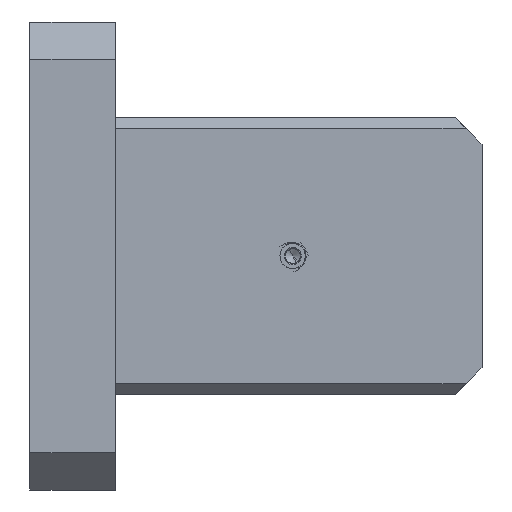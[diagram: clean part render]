
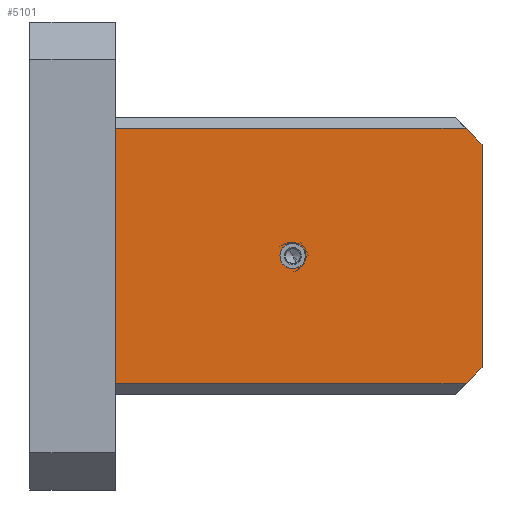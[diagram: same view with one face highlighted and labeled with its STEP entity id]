
A CAD part, front view. The second image highlights one B-rep face of the part: STEP entity #5101.
In plain terms, the highlighted planar face has unit normal (0, -1, 0).
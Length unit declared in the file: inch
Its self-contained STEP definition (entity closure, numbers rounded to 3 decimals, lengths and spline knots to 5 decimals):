
#35 = VECTOR ( 'NONE', #4190, 39.37008 ) ;
#417 = LINE ( 'NONE', #4522, #3340 ) ;
#495 = EDGE_LOOP ( 'NONE', ( #9692, #8205, #2084, #9454, #2765, #5203 ) ) ;
#906 = DIRECTION ( 'NONE',  ( 1., 0., 0. ) ) ;
#1070 = VERTEX_POINT ( 'NONE', #4841 ) ;
#1087 = EDGE_CURVE ( 'NONE', #4513, #2965, #3926, .T. ) ;
#1125 = EDGE_CURVE ( 'NONE', #4545, #2965, #4910, .T. ) ;
#1171 = CARTESIAN_POINT ( 'NONE',  ( 0.37026, 0.26718, 0.6943 ) ) ;
#1282 = CARTESIAN_POINT ( 'NONE',  ( 0.03626, 0.26718, 0.43085 ) ) ;
#1355 = CARTESIAN_POINT ( 'NONE',  ( 0.03626, 0.26718, 0.43085 ) ) ;
#1396 = EDGE_CURVE ( 'NONE', #7239, #8203, #7262, .T. ) ;
#1527 = VERTEX_POINT ( 'NONE', #5560 ) ;
#1614 = DIRECTION ( 'NONE',  ( -0.707, 0., 0.707 ) ) ;
#1637 = DIRECTION ( 'NONE',  ( 1., 0., 0. ) ) ;
#1809 = EDGE_CURVE ( 'NONE', #4545, #1070, #417, .T. ) ;
#2084 = ORIENTED_EDGE ( 'NONE', *, *, #1125, .F. ) ;
#2367 = VECTOR ( 'NONE', #9685, 39.37008 ) ;
#2662 = DIRECTION ( 'NONE',  ( 0., 0., -1. ) ) ;
#2765 = ORIENTED_EDGE ( 'NONE', *, *, #6297, .F. ) ;
#2965 = VERTEX_POINT ( 'NONE', #3801 ) ;
#3302 = AXIS2_PLACEMENT_3D ( 'NONE', #9239, #3781, #4511 ) ;
#3340 = VECTOR ( 'NONE', #1614, 39.37008 ) ;
#3372 = CARTESIAN_POINT ( 'NONE',  ( 0.72626, 0.26718, 0.43085 ) ) ;
#3781 = DIRECTION ( 'NONE',  ( 0., -1., 0. ) ) ;
#3801 = CARTESIAN_POINT ( 'NONE',  ( 0.72626, 0.26718, 0.46085 ) ) ;
#3805 = DIRECTION ( 'NONE',  ( 0., -1., 0. ) ) ;
#3926 = LINE ( 'NONE', #4853, #2367 ) ;
#4113 = ORIENTED_EDGE ( 'NONE', *, *, #9798, .F. ) ;
#4190 = DIRECTION ( 'NONE',  ( 0., 0., -1. ) ) ;
#4202 = VECTOR ( 'NONE', #906, 39.37008 ) ;
#4282 = CARTESIAN_POINT ( 'NONE',  ( 0.37026, 0.26718, 0.6474 ) ) ;
#4450 = PLANE ( 'NONE',  #3302 ) ;
#4467 = VERTEX_POINT ( 'NONE', #1355 ) ;
#4511 = DIRECTION ( 'NONE',  ( 0., 0., -1. ) ) ;
#4513 = VERTEX_POINT ( 'NONE', #6040 ) ;
#4522 = CARTESIAN_POINT ( 'NONE',  ( 0.60626, 0.26718, 1.00085 ) ) ;
#4545 = VERTEX_POINT ( 'NONE', #5362 ) ;
#4805 = LINE ( 'NONE', #8587, #6141 ) ;
#4841 = CARTESIAN_POINT ( 'NONE',  ( 0.69626, 0.26718, 0.91085 ) ) ;
#4853 = CARTESIAN_POINT ( 'NONE',  ( 0.36626, 0.26718, 0.10085 ) ) ;
#4910 = LINE ( 'NONE', #3372, #35 ) ;
#5101 = ADVANCED_FACE ( 'NONE', ( #7347, #9077 ), #4450, .T. ) ;
#5203 = ORIENTED_EDGE ( 'NONE', *, *, #7159, .T. ) ;
#5362 = CARTESIAN_POINT ( 'NONE',  ( 0.72626, 0.26718, 0.88085 ) ) ;
#5518 = LINE ( 'NONE', #1282, #7610 ) ;
#5560 = CARTESIAN_POINT ( 'NONE',  ( 0.03626, 0.26718, 0.91085 ) ) ;
#5619 = EDGE_LOOP ( 'NONE', ( #7537, #4113 ) ) ;
#5953 = CIRCLE ( 'NONE', #7476, 0.02345 ) ;
#6040 = CARTESIAN_POINT ( 'NONE',  ( 0.69626, 0.26718, 0.43085 ) ) ;
#6141 = VECTOR ( 'NONE', #1637, 39.37008 ) ;
#6297 = EDGE_CURVE ( 'NONE', #1527, #1070, #4805, .T. ) ;
#6609 = DIRECTION ( 'NONE',  ( 0., 0., -1. ) ) ;
#6886 = EDGE_CURVE ( 'NONE', #4467, #4513, #8372, .T. ) ;
#7159 = EDGE_CURVE ( 'NONE', #1527, #4467, #5518, .T. ) ;
#7239 = VERTEX_POINT ( 'NONE', #4282 ) ;
#7262 = CIRCLE ( 'NONE', #9100, 0.02345 ) ;
#7347 = FACE_BOUND ( 'NONE', #5619, .T. ) ;
#7476 = AXIS2_PLACEMENT_3D ( 'NONE', #9646, #8965, #2662 ) ;
#7537 = ORIENTED_EDGE ( 'NONE', *, *, #1396, .F. ) ;
#7610 = VECTOR ( 'NONE', #6609, 39.37008 ) ;
#8203 = VERTEX_POINT ( 'NONE', #1171 ) ;
#8205 = ORIENTED_EDGE ( 'NONE', *, *, #1087, .T. ) ;
#8372 = LINE ( 'NONE', #8708, #4202 ) ;
#8512 = CARTESIAN_POINT ( 'NONE',  ( 0.37026, 0.26718, 0.67085 ) ) ;
#8587 = CARTESIAN_POINT ( 'NONE',  ( 0.03626, 0.26718, 0.91085 ) ) ;
#8708 = CARTESIAN_POINT ( 'NONE',  ( 0.03626, 0.26718, 0.43085 ) ) ;
#8965 = DIRECTION ( 'NONE',  ( 0., -1., 0. ) ) ;
#9077 = FACE_OUTER_BOUND ( 'NONE', #495, .T. ) ;
#9100 = AXIS2_PLACEMENT_3D ( 'NONE', #8512, #3805, #9306 ) ;
#9239 = CARTESIAN_POINT ( 'NONE',  ( 0.03626, 0.26718, 0.43085 ) ) ;
#9306 = DIRECTION ( 'NONE',  ( 0., 0., -1. ) ) ;
#9454 = ORIENTED_EDGE ( 'NONE', *, *, #1809, .T. ) ;
#9646 = CARTESIAN_POINT ( 'NONE',  ( 0.37026, 0.26718, 0.67085 ) ) ;
#9685 = DIRECTION ( 'NONE',  ( 0.707, 0., 0.707 ) ) ;
#9692 = ORIENTED_EDGE ( 'NONE', *, *, #6886, .T. ) ;
#9798 = EDGE_CURVE ( 'NONE', #8203, #7239, #5953, .T. ) ;
